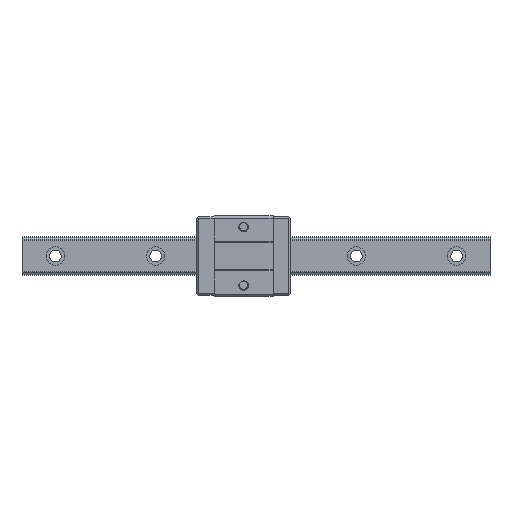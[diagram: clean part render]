
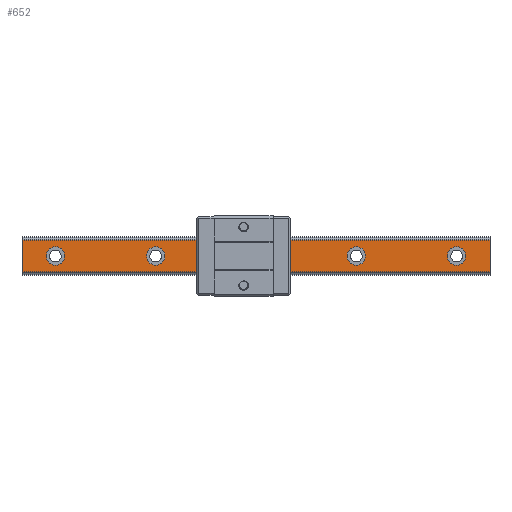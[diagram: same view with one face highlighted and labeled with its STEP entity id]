
A CAD part, top view. The second image highlights one B-rep face of the part: STEP entity #652.
In plain terms, the highlighted planar face has unit normal (0, 0, 1).
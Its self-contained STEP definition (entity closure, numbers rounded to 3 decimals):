
#288=FACE_BOUND('',#1138,.T.);
#289=FACE_BOUND('',#1139,.T.);
#290=FACE_BOUND('',#1140,.T.);
#291=FACE_BOUND('',#1141,.T.);
#292=FACE_BOUND('',#1142,.T.);
#293=FACE_BOUND('',#1143,.T.);
#452=CIRCLE('',#3908,5.5);
#453=CIRCLE('',#3909,5.5);
#454=CIRCLE('',#3910,5.5);
#455=CIRCLE('',#3911,5.5);
#456=CIRCLE('',#3912,5.5);
#652=ADVANCED_FACE('',(#288,#289,#290,#291,#292,#293),#802,.F.);
#802=PLANE('',#3913);
#1138=EDGE_LOOP('',(#1842));
#1139=EDGE_LOOP('',(#1843));
#1140=EDGE_LOOP('',(#1844));
#1141=EDGE_LOOP('',(#1845));
#1142=EDGE_LOOP('',(#1846));
#1143=EDGE_LOOP('',(#1847,#1848,#1849,#1850));
#1842=ORIENTED_EDGE('',*,*,#2936,.T.);
#1843=ORIENTED_EDGE('',*,*,#2937,.T.);
#1844=ORIENTED_EDGE('',*,*,#2938,.T.);
#1845=ORIENTED_EDGE('',*,*,#2939,.T.);
#1846=ORIENTED_EDGE('',*,*,#2940,.T.);
#1847=ORIENTED_EDGE('',*,*,#2941,.T.);
#1848=ORIENTED_EDGE('',*,*,#2942,.F.);
#1849=ORIENTED_EDGE('',*,*,#2943,.F.);
#1850=ORIENTED_EDGE('',*,*,#2934,.T.);
#2486=VERTEX_POINT('',#8801);
#2487=VERTEX_POINT('',#8803);
#2488=VERTEX_POINT('',#8807);
#2489=VERTEX_POINT('',#8809);
#2490=VERTEX_POINT('',#8811);
#2491=VERTEX_POINT('',#8813);
#2492=VERTEX_POINT('',#8815);
#2493=VERTEX_POINT('',#8817);
#2494=VERTEX_POINT('',#8819);
#2934=EDGE_CURVE('',#2487,#2486,#3309,.T.);
#2936=EDGE_CURVE('',#2488,#2488,#452,.T.);
#2937=EDGE_CURVE('',#2489,#2489,#453,.T.);
#2938=EDGE_CURVE('',#2490,#2490,#454,.T.);
#2939=EDGE_CURVE('',#2491,#2491,#455,.T.);
#2940=EDGE_CURVE('',#2492,#2492,#456,.T.);
#2941=EDGE_CURVE('',#2486,#2493,#3310,.T.);
#2942=EDGE_CURVE('',#2494,#2493,#3311,.T.);
#2943=EDGE_CURVE('',#2487,#2494,#3312,.T.);
#3309=LINE('',#8802,#3585);
#3310=LINE('',#8816,#3586);
#3311=LINE('',#8818,#3587);
#3312=LINE('',#8820,#3588);
#3585=VECTOR('',#4661,1.);
#3586=VECTOR('',#4676,1.);
#3587=VECTOR('',#4677,1.);
#3588=VECTOR('',#4678,1.);
#3908=AXIS2_PLACEMENT_3D('',#8806,#4666,#4667);
#3909=AXIS2_PLACEMENT_3D('',#8808,#4668,#4669);
#3910=AXIS2_PLACEMENT_3D('',#8810,#4670,#4671);
#3911=AXIS2_PLACEMENT_3D('',#8812,#4672,#4673);
#3912=AXIS2_PLACEMENT_3D('',#8814,#4674,#4675);
#3913=AXIS2_PLACEMENT_3D('',#8821,#4679,#4680);
#4661=DIRECTION('',(-1.,0.,0.));
#4666=DIRECTION('',(0.,0.,-1.));
#4667=DIRECTION('',(0.,1.,0.));
#4668=DIRECTION('',(0.,0.,-1.));
#4669=DIRECTION('',(0.,1.,0.));
#4670=DIRECTION('',(0.,0.,-1.));
#4671=DIRECTION('',(0.,1.,0.));
#4672=DIRECTION('',(0.,0.,-1.));
#4673=DIRECTION('',(0.,1.,0.));
#4674=DIRECTION('',(0.,0.,-1.));
#4675=DIRECTION('',(0.,1.,0.));
#4676=DIRECTION('',(0.,-1.,0.));
#4677=DIRECTION('',(-1.,0.,0.));
#4678=DIRECTION('',(0.,-1.,0.));
#4679=DIRECTION('',(0.,0.,-1.));
#4680=DIRECTION('',(0.,1.,0.));
#8801=CARTESIAN_POINT('',(448.665,-1084.462,20.5));
#8802=CARTESIAN_POINT('',(663.665,-1084.462,20.5));
#8803=CARTESIAN_POINT('',(728.665,-1084.462,20.5));
#8806=CARTESIAN_POINT('',(708.665,-1093.785,20.5));
#8807=CARTESIAN_POINT('',(708.665,-1088.285,20.5));
#8808=CARTESIAN_POINT('',(648.665,-1093.785,20.5));
#8809=CARTESIAN_POINT('',(648.665,-1088.285,20.5));
#8810=CARTESIAN_POINT('',(588.665,-1093.785,20.5));
#8811=CARTESIAN_POINT('',(588.665,-1088.285,20.5));
#8812=CARTESIAN_POINT('',(528.665,-1093.785,20.5));
#8813=CARTESIAN_POINT('',(528.665,-1088.285,20.5));
#8814=CARTESIAN_POINT('',(468.665,-1093.785,20.5));
#8815=CARTESIAN_POINT('',(468.665,-1088.285,20.5));
#8816=CARTESIAN_POINT('',(448.665,-1084.462,20.5));
#8817=CARTESIAN_POINT('',(448.665,-1103.109,20.5));
#8818=CARTESIAN_POINT('',(663.665,-1103.109,20.5));
#8819=CARTESIAN_POINT('',(728.665,-1103.109,20.5));
#8820=CARTESIAN_POINT('',(728.665,-1084.462,20.5));
#8821=CARTESIAN_POINT('',(663.665,-1084.462,20.5));
